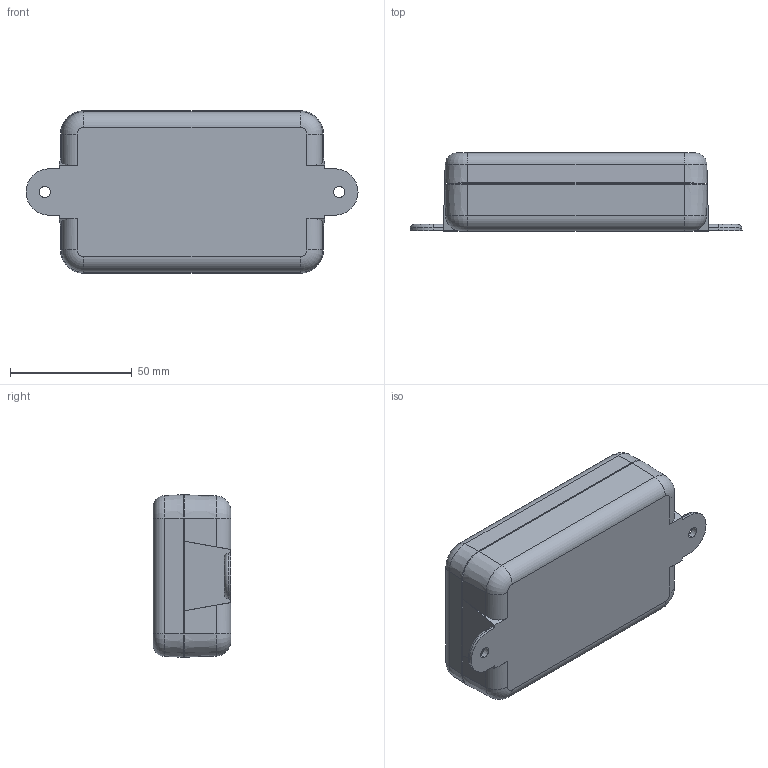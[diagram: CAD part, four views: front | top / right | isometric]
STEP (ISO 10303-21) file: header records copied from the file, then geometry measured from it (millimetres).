
FILE_DESCRIPTION (( 'STEP AP214' ), '1' );
FILE_NAME ('SL-42FMBR_ASSEMBLY.STEP', '2010-07-21T19:47:55', ( '' ), ( '' ), 'SwSTEP 2.0', 'SolidWorks 2010', '' );
FILE_SCHEMA (( 'AUTOMOTIVE_DESIGN' ));
Length unit declared in the file: inch
Products named in the file (4): SL-42B_SL-42BFMB; SL-42C_SL-42C-R; SCREWS-HL1-BR; SL-42FMBR_ASSEMBLY
Assembly tree (6 placements, depth 2):
  SL-42FMBR_ASSEMBLY
    SCREWS-HL1-BR  x4
    SL-42B_SL-42BFMB
    SL-42C_SL-42C-R
Bounding box: 136.32 x 31.99 x 66.67 mm (x, y, z)
Volume: 59378.2 mm3; surface area: 51122.9 mm2
Topology: 6 solids, 6 shells, 703 faces, 1908 edges, 1238 vertices
Faces by surface type: cylinder 390, plane 135, cone 128, bspline 24, torus 18, sphere 8
Entity records: 12615 total; most frequent: CARTESIAN_POINT 4402, ORIENTED_EDGE 1770, DIRECTION 1643, EDGE_CURVE 885, AXIS2_PLACEMENT_3D 636, VERTEX_POINT 560, EDGE_LOOP 385, VECTOR 371
